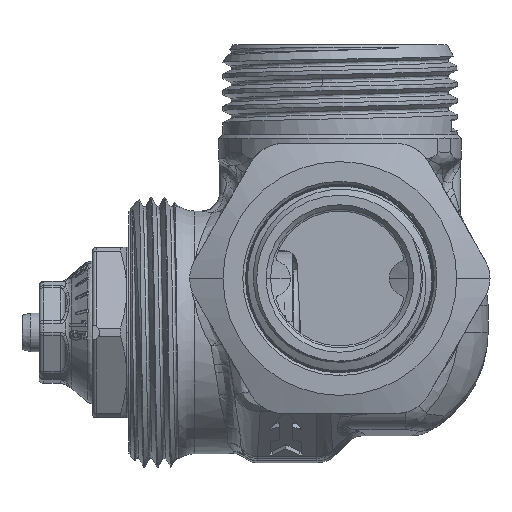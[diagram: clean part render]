
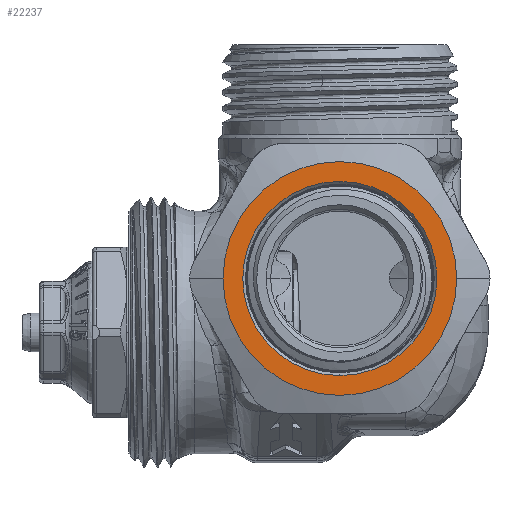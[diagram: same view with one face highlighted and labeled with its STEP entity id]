
A CAD part, left-side view. The second image highlights one B-rep face of the part: STEP entity #22237.
In plain terms, the highlighted planar face has unit normal (-1, 0, 0).
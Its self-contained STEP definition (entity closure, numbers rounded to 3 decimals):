
#70=CARTESIAN_POINT('',(-35.7,0.,6.));
#71=DIRECTION('',(-1.,0.,0.));
#72=DIRECTION('',(0.,0.,-1.));
#73=AXIS2_PLACEMENT_3D('',#70,#71,#72);
#88=CARTESIAN_POINT('',(-35.7,0.,6.));
#89=DIRECTION('',(-1.,0.,0.));
#90=DIRECTION('',(0.,1.,0.));
#91=AXIS2_PLACEMENT_3D('',#88,#89,#90);
#93=CARTESIAN_POINT('',(-35.7,0.,6.));
#94=DIRECTION('',(-1.,0.,0.));
#95=DIRECTION('',(0.,-1.,0.));
#96=AXIS2_PLACEMENT_3D('',#93,#94,#95);
#19783=CARTESIAN_POINT('',(-35.7,0.,6.));
#19784=DIRECTION('',(-1.,0.,0.));
#19785=DIRECTION('',(0.,0.,1.));
#19786=AXIS2_PLACEMENT_3D('',#19783,#19784,#19785);
#21393=CARTESIAN_POINT('',(-35.7,0.,16.8));
#21394=CARTESIAN_POINT('',(-35.7,0.,-4.8));
#21395=VERTEX_POINT('',#21393);
#21396=VERTEX_POINT('',#21394);
#21401=CARTESIAN_POINT('',(-35.7,13.,6.));
#21402=CARTESIAN_POINT('',(-35.7,-13.,6.));
#21403=VERTEX_POINT('',#21401);
#21404=VERTEX_POINT('',#21402);
#22221=CARTESIAN_POINT('',(-35.7,0.,6.));
#22222=DIRECTION('',(1.,0.,0.));
#22223=DIRECTION('',(0.,-1.,0.));
#22224=AXIS2_PLACEMENT_3D('',#22221,#22222,#22223);
#22225=PLANE('',#22224);
#22227=ORIENTED_EDGE('',*,*,#22226,.F.);
#22229=ORIENTED_EDGE('',*,*,#22228,.F.);
#22230=EDGE_LOOP('',(#22227,#22229));
#22231=FACE_OUTER_BOUND('',#22230,.F.);
#22233=ORIENTED_EDGE('',*,*,#22232,.T.);
#22234=ORIENTED_EDGE('',*,*,#22211,.T.);
#22235=EDGE_LOOP('',(#22233,#22234));
#22236=FACE_BOUND('',#22235,.F.);
#22237=ADVANCED_FACE('',(#22231,#22236),#22225,.F.);
#74=CIRCLE('',#73,10.8);
#92=CIRCLE('',#91,13.);
#97=CIRCLE('',#96,13.);
#19787=CIRCLE('',#19786,10.8);
#22211=EDGE_CURVE('',#21396,#21395,#74,.T.);
#22226=EDGE_CURVE('',#21403,#21404,#92,.T.);
#22228=EDGE_CURVE('',#21404,#21403,#97,.T.);
#22232=EDGE_CURVE('',#21395,#21396,#19787,.T.);
